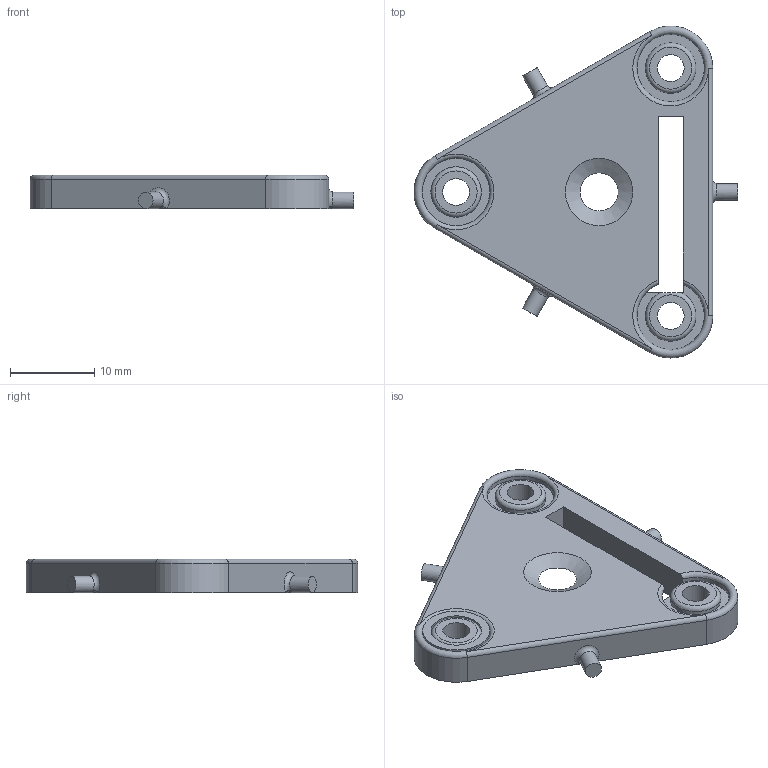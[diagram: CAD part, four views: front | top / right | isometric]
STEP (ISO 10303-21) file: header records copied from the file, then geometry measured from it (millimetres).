
FILE_DESCRIPTION(('STEP AP203'), '1');
FILE_NAME('櫻蠉錪12', '', ('UNSPECIFIED'), ('UNSPECIFIED'), 'C3D Converter', 'C3D Toolkit', '');
FILE_SCHEMA(('CONFIG_CONTROL_DESIGN'));
Length unit declared in the file: millimetre
Bounding box: 38.5 x 39.44 x 4 mm (x, y, z)
Volume: 2436.6 mm3; surface area: 2638.2 mm2
Topology: 1 solids, 1 shells, 61 faces, 154 edges, 92 vertices
Faces by surface type: plane 25, cylinder 20, torus 9, bspline 6, cone 1
Full cylindrical faces by diameter (mm): 2 x3, 3 x2, 3.2 x3, 6 x2, 8 x2
Entity records: 2941 total; most frequent: CARTESIAN_POINT 1030, DIRECTION 292, ORIENTED_EDGE 260, EDGE_CURVE 130, AXIS2_PLACEMENT_3D 118, EDGE_LOOP 92, VERTEX_POINT 92, FACE_BOUND 64
